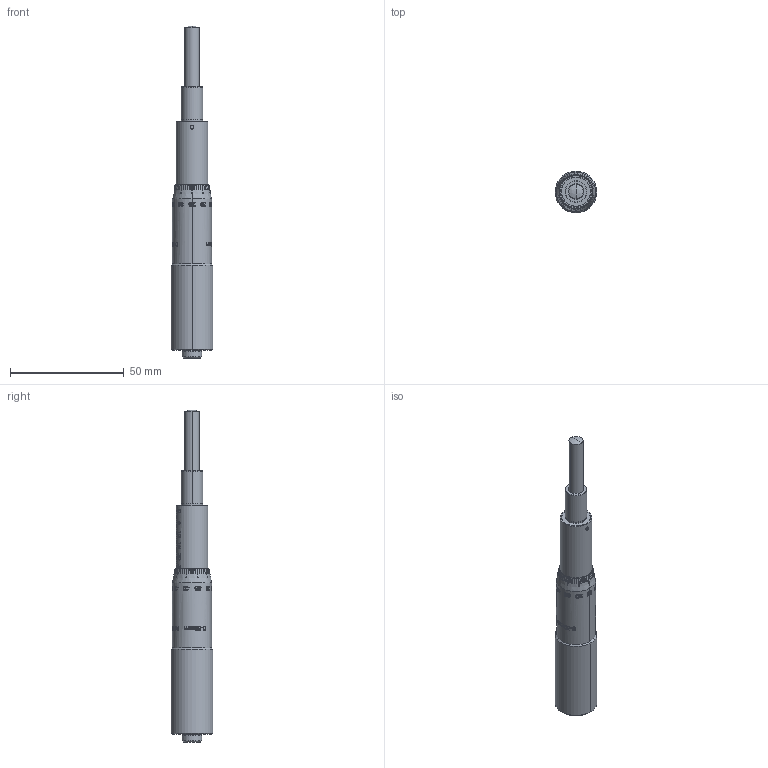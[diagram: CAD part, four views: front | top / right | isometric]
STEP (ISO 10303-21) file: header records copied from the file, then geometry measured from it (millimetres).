
FILE_DESCRIPTION (( 'STEP AP214' ), '1' );
FILE_NAME ('TTN145489-E0W.STEP', '2017-10-23T20:16:06', ( 'admin' ), ( '' ), 'SwSTEP 2.0', 'SolidWorks 2016', '' );
FILE_SCHEMA (( 'AUTOMOTIVE_DESIGN' ));
Length unit declared in the file: inch
Products named in the file (1): TTN145489-E0W
Bounding box: 18.29 x 18.29 x 145.77 mm (x, y, z)
Volume: 19708.9 mm3; surface area: 16592.8 mm2
Topology: 5 solids, 5 shells, 610 faces, 2188 edges, 1772 vertices
Faces by surface type: cylinder 236, plane 150, bspline 119, cone 103, sphere 2
Entity records: 54150 total; most frequent: CARTESIAN_POINT 28217, ORIENTED_EDGE 4372, DIRECTION 2829, EDGE_CURVE 2186, VERTEX_POINT 1772, AXIS2_PLACEMENT_3D 1103, B_SPLINE_CURVE_WITH_KNOTS 952, EDGE_LOOP 804
